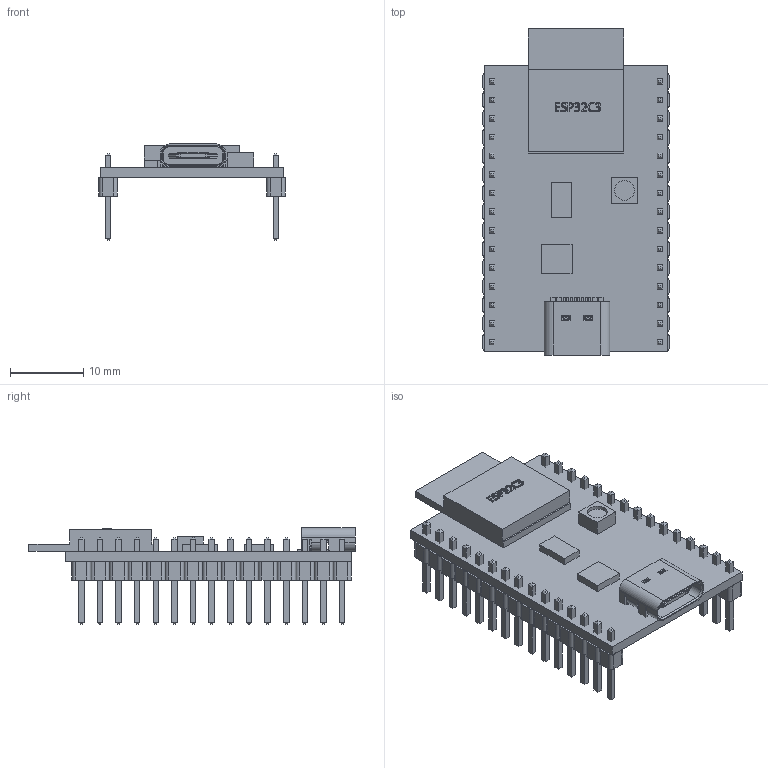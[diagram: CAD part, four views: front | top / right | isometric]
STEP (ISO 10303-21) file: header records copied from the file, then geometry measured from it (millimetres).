
FILE_DESCRIPTION (( 'STEP AP214' ), '1' );
FILE_NAME ('esp32C3-devboard.STEP', '2021-02-16T14:02:47', ( '' ), ( '' ), 'SwSTEP 2.0', 'SolidWorks 2021', '' );
FILE_SCHEMA (( 'AUTOMOTIVE_DESIGN' ));
Length unit declared in the file: millimetre
Products named in the file (4): 15pin_header__; USB Type C Port (SMD Type); esp32C3-devboard; Board
Assembly tree (4 placements, depth 2):
  esp32C3-devboard
    15pin_header__  x2
    Board
    USB Type C Port (SMD Type)
Bounding box: 25.4 x 44.48 x 13.11 mm (x, y, z)
Volume: 2665.3 mm3; surface area: 4702.8 mm2
Topology: 27 solids, 27 shells, 1263 faces, 3114 edges, 1964 vertices
Faces by surface type: plane 955, cylinder 221, bspline 61, torus 12, cone 8, sphere 6
Entity records: 36696 total; most frequent: CARTESIAN_POINT 8051, ORIENTED_EDGE 4460, DIRECTION 4138, EDGE_CURVE 2230, LINE 1764, VECTOR 1764, VERTEX_POINT 1420, AXIS2_PLACEMENT_3D 1187
